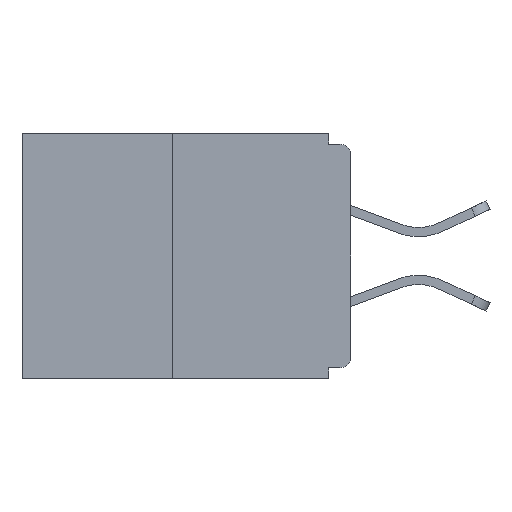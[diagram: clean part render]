
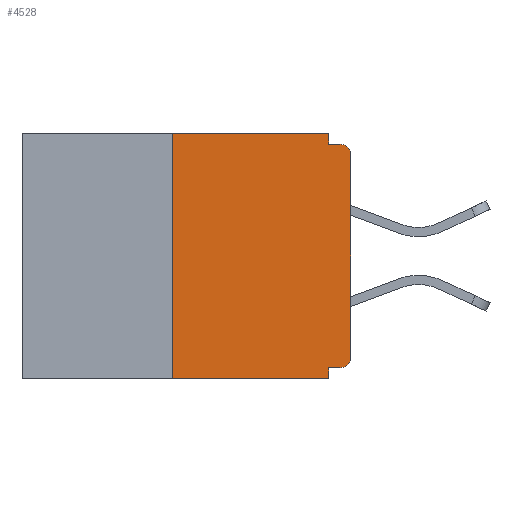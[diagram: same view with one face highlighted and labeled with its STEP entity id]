
A CAD part, left-side view. The second image highlights one B-rep face of the part: STEP entity #4528.
In plain terms, the highlighted planar face has unit normal (-1, 0, 0).
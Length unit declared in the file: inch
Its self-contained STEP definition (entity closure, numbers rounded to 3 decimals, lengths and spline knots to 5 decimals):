
#891 = VECTOR ( 'NONE', #27002, 39.37008 ) ;
#1474 = VECTOR ( 'NONE', #14082, 39.37008 ) ;
#1747 = EDGE_CURVE ( 'NONE', #19501, #26480, #5246, .T. ) ;
#1912 = ORIENTED_EDGE ( 'NONE', *, *, #20099, .T. ) ;
#2237 = LINE ( 'NONE', #11793, #891 ) ;
#2375 = DIRECTION ( 'NONE',  ( -1., 0., 0. ) ) ;
#2475 = CARTESIAN_POINT ( 'NONE',  ( 0., 0.031, -0.015 ) ) ;
#2648 = EDGE_CURVE ( 'NONE', #10802, #27532, #24333, .T. ) ;
#3176 = EDGE_LOOP ( 'NONE', ( #4096, #24621, #1912, #4442, #22402, #11565, #3666, #3280, #22479, #13013 ) ) ;
#3262 = EDGE_CURVE ( 'NONE', #24718, #25476, #5148, .T. ) ;
#3280 = ORIENTED_EDGE ( 'NONE', *, *, #17745, .T. ) ;
#3490 = CARTESIAN_POINT ( 'NONE',  ( 0., 0., -0.03 ) ) ;
#3526 = PLANE ( 'NONE',  #15828 ) ;
#3666 = ORIENTED_EDGE ( 'NONE', *, *, #2648, .T. ) ;
#4096 = ORIENTED_EDGE ( 'NONE', *, *, #1747, .F. ) ;
#4324 = DIRECTION ( 'NONE',  ( 0., -1., 0. ) ) ;
#4442 = ORIENTED_EDGE ( 'NONE', *, *, #17864, .F. ) ;
#4528 = ADVANCED_FACE ( 'NONE', ( #7386 ), #3526, .F. ) ;
#4546 = CARTESIAN_POINT ( 'NONE',  ( 0., 0., -0.328 ) ) ;
#4820 = CARTESIAN_POINT ( 'NONE',  ( 0., 0.015, -0.313 ) ) ;
#5148 = LINE ( 'NONE', #25812, #21594 ) ;
#5234 = EDGE_CURVE ( 'NONE', #14087, #11467, #8024, .T. ) ;
#5246 = LINE ( 'NONE', #18165, #26742 ) ;
#5687 = AXIS2_PLACEMENT_3D ( 'NONE', #4820, #2375, #24070 ) ;
#5737 = VECTOR ( 'NONE', #18810, 39.37008 ) ;
#6108 = CARTESIAN_POINT ( 'NONE',  ( 0., 0.25, 0. ) ) ;
#6405 = CARTESIAN_POINT ( 'NONE',  ( 0., 0.031, -0.343 ) ) ;
#6695 = LINE ( 'NONE', #14615, #19129 ) ;
#6728 = DIRECTION ( 'NONE',  ( 0., 0., 1. ) ) ;
#7386 = FACE_OUTER_BOUND ( 'NONE', #3176, .T. ) ;
#7693 = DIRECTION ( 'NONE',  ( 0., -1., 0. ) ) ;
#8024 = LINE ( 'NONE', #4546, #11098 ) ;
#8095 = CARTESIAN_POINT ( 'NONE',  ( 0., 0.46, 0. ) ) ;
#8310 = CARTESIAN_POINT ( 'NONE',  ( 0., 0., -0.313 ) ) ;
#9860 = DIRECTION ( 'NONE',  ( 0., 0., -1. ) ) ;
#10802 = VERTEX_POINT ( 'NONE', #8310 ) ;
#11046 = DIRECTION ( 'NONE',  ( 0., 1., 0. ) ) ;
#11098 = VECTOR ( 'NONE', #11046, 39.37008 ) ;
#11385 = CARTESIAN_POINT ( 'NONE',  ( 0., 0.015, -0.328 ) ) ;
#11467 = VERTEX_POINT ( 'NONE', #16972 ) ;
#11565 = ORIENTED_EDGE ( 'NONE', *, *, #20217, .T. ) ;
#11793 = CARTESIAN_POINT ( 'NONE',  ( 0., 0.46, -0.343 ) ) ;
#12153 = DIRECTION ( 'NONE',  ( 1., 0., 0. ) ) ;
#13013 = ORIENTED_EDGE ( 'NONE', *, *, #21720, .F. ) ;
#13352 = CARTESIAN_POINT ( 'NONE',  ( 0., 0.031, 0. ) ) ;
#13876 = VECTOR ( 'NONE', #6728, 39.37008 ) ;
#14082 = DIRECTION ( 'NONE',  ( 0., 0., -1. ) ) ;
#14087 = VERTEX_POINT ( 'NONE', #11385 ) ;
#14615 = CARTESIAN_POINT ( 'NONE',  ( 0., 0.031, -0.343 ) ) ;
#15828 = AXIS2_PLACEMENT_3D ( 'NONE', #8095, #12153, #22860 ) ;
#16047 = CARTESIAN_POINT ( 'NONE',  ( 0., 0.031, 0. ) ) ;
#16972 = CARTESIAN_POINT ( 'NONE',  ( 0., 0.031, -0.328 ) ) ;
#17341 = VERTEX_POINT ( 'NONE', #6405 ) ;
#17374 = EDGE_CURVE ( 'NONE', #18545, #19501, #17480, .T. ) ;
#17459 = CIRCLE ( 'NONE', #23465, 0.015 ) ;
#17480 = LINE ( 'NONE', #22840, #5737 ) ;
#17745 = EDGE_CURVE ( 'NONE', #27532, #25476, #17459, .T. ) ;
#17864 = EDGE_CURVE ( 'NONE', #11467, #17341, #6695, .T. ) ;
#18135 = CARTESIAN_POINT ( 'NONE',  ( 0., 0.015, -0.015 ) ) ;
#18165 = CARTESIAN_POINT ( 'NONE',  ( 0., 0.46, 0. ) ) ;
#18229 = DIRECTION ( 'NONE',  ( -1., 0., 0. ) ) ;
#18545 = VERTEX_POINT ( 'NONE', #27868 ) ;
#18810 = DIRECTION ( 'NONE',  ( 0., 0., 1. ) ) ;
#19129 = VECTOR ( 'NONE', #23095, 39.37008 ) ;
#19501 = VERTEX_POINT ( 'NONE', #6108 ) ;
#19610 = CARTESIAN_POINT ( 'NONE',  ( 0., 0., 0. ) ) ;
#20099 = EDGE_CURVE ( 'NONE', #18545, #17341, #2237, .T. ) ;
#20217 = EDGE_CURVE ( 'NONE', #14087, #10802, #26770, .T. ) ;
#20635 = CARTESIAN_POINT ( 'NONE',  ( 0., 0.015, -0.03 ) ) ;
#21594 = VECTOR ( 'NONE', #4324, 39.37008 ) ;
#21608 = LINE ( 'NONE', #16047, #1474 ) ;
#21720 = EDGE_CURVE ( 'NONE', #26480, #24718, #21608, .T. ) ;
#22402 = ORIENTED_EDGE ( 'NONE', *, *, #5234, .F. ) ;
#22479 = ORIENTED_EDGE ( 'NONE', *, *, #3262, .F. ) ;
#22840 = CARTESIAN_POINT ( 'NONE',  ( 0., 0.25, 0. ) ) ;
#22860 = DIRECTION ( 'NONE',  ( 0., 0., -1. ) ) ;
#23095 = DIRECTION ( 'NONE',  ( 0., 0., -1. ) ) ;
#23465 = AXIS2_PLACEMENT_3D ( 'NONE', #20635, #18229, #9860 ) ;
#24070 = DIRECTION ( 'NONE',  ( 0., 0., -1. ) ) ;
#24333 = LINE ( 'NONE', #19610, #13876 ) ;
#24621 = ORIENTED_EDGE ( 'NONE', *, *, #17374, .F. ) ;
#24718 = VERTEX_POINT ( 'NONE', #2475 ) ;
#25476 = VERTEX_POINT ( 'NONE', #18135 ) ;
#25812 = CARTESIAN_POINT ( 'NONE',  ( 0., 0., -0.015 ) ) ;
#26480 = VERTEX_POINT ( 'NONE', #13352 ) ;
#26742 = VECTOR ( 'NONE', #7693, 39.37008 ) ;
#26770 = CIRCLE ( 'NONE', #5687, 0.015 ) ;
#27002 = DIRECTION ( 'NONE',  ( 0., -1., 0. ) ) ;
#27532 = VERTEX_POINT ( 'NONE', #3490 ) ;
#27868 = CARTESIAN_POINT ( 'NONE',  ( 0., 0.25, -0.343 ) ) ;
